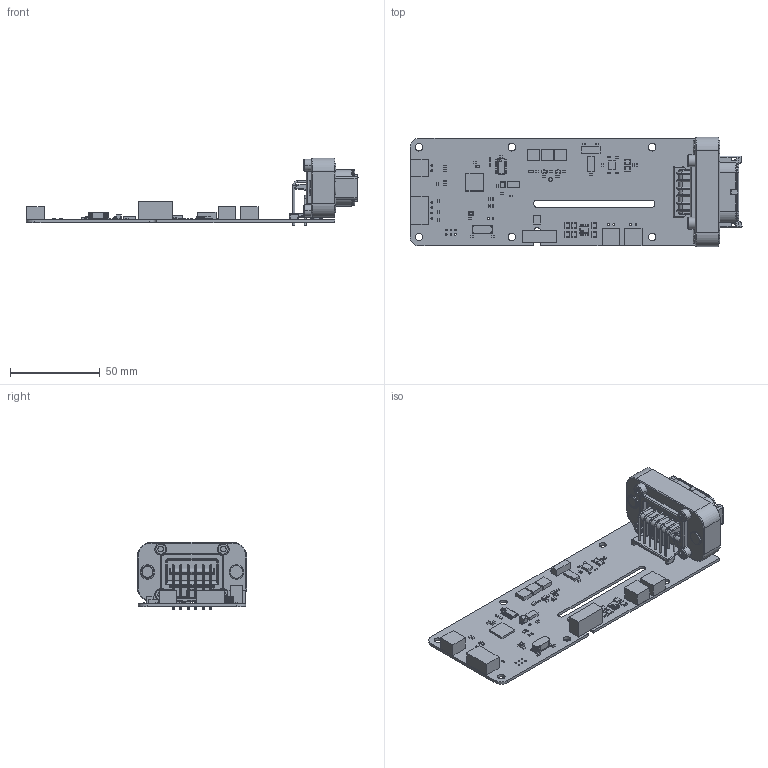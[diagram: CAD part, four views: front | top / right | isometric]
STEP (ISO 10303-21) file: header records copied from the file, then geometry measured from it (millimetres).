
FILE_DESCRIPTION(('Open CASCADE Model'),'2;1');
FILE_NAME('Open CASCADE Shape Model','2020-03-02T22:42:23',('Author'),( 'Open CASCADE'),'Open CASCADE STEP processor 6.8','Open CASCADE 6.8' ,'Unknown');
FILE_SCHEMA(('AUTOMOTIVE_DESIGN { 1 0 10303 214 1 1 1 1 }'));
Length unit declared in the file: millimetre
Products named in the file (182): PCB; Board; Open CASCADE STEP translator 6.8 1.1.1; Open CASCADE STEP translator 6.8 1.1.1.1; C2; 7969023104; Extruded; 7969023664; U9; SOIC-14akaD0014AakaM14A; M14A_ASM_33_ASM; BODY_M14A_20; LEAD_M14A_46; R30; 7693406096; 7693403136; R29; R28; R27; LED4; 7806814624; 7806814384; 7806814144; LED3; R23; 7803485008; 7803484768; 7803484528; R20; U8; 7803481888; R26; DS1; 7803480448; 7803480208; C14; 7666949936; Terminal; Open_CASCADE_STEP_translator_6.8_509.1.1; Open_CASCADE_STEP_translator_6.8_509.1.2 ...
Assembly tree (325 placements, depth 6):
  PCB
    Board
      Open CASCADE STEP translator 6.8 1.1.1
        Open CASCADE STEP translator 6.8 1.1.1.1
    C2
      7969023104
        Extruded
      7969023664  x2
        Extruded
    U9
      SOIC-14akaD0014AakaM14A
        M14A_ASM_33_ASM
          BODY_M14A_20
          LEAD_M14A_46  x14
    R30
      7693406096  x2
        Extruded
      7693403136
        Extruded
    R29
      7693406096  x2
        Extruded
      7693403136
        Extruded
    R28
      7693406096  x2
        Extruded
      7693403136
        Extruded
    R27
      7693406096  x2
        Extruded
      7693403136
        Extruded
    LED4
      7806814624
        Extruded
      7806814384
        Extruded
      7806814144
        Extruded
    LED3
      7806814624
        Extruded
      7806814384
        Extruded
      7806814144
        Extruded
    R23
      7803485008
        Extruded
      7803484768
        Extruded
      7803484528
        Extruded
    R20
      7803485008
        Extruded
      7803484768
        Extruded
Bounding box: 185.07 x 60.96 x 37.59 mm (x, y, z)
Volume: 50335.4 mm3; surface area: 40920.4 mm2
Topology: 204 solids, 204 shells, 3018 faces, 6883 edges, 4263 vertices
Faces by surface type: plane 2008, cylinder 728, torus 110, sphere 94, bspline 64, cone 14
Full cylindrical faces by diameter (mm): 0.889 x5, 0.9 x8, 1.016 x20, 1.143 x12, 1.5 x1, 3 x7, 4.191 x6
Entity records: 59801 total; most frequent: CARTESIAN_POINT 14350, DIRECTION 9212, ORIENTED_EDGE 8286, EDGE_CURVE 4143, AXIS2_PLACEMENT_3D 3260, LINE 2692, VECTOR 2692, VERTEX_POINT 2535
